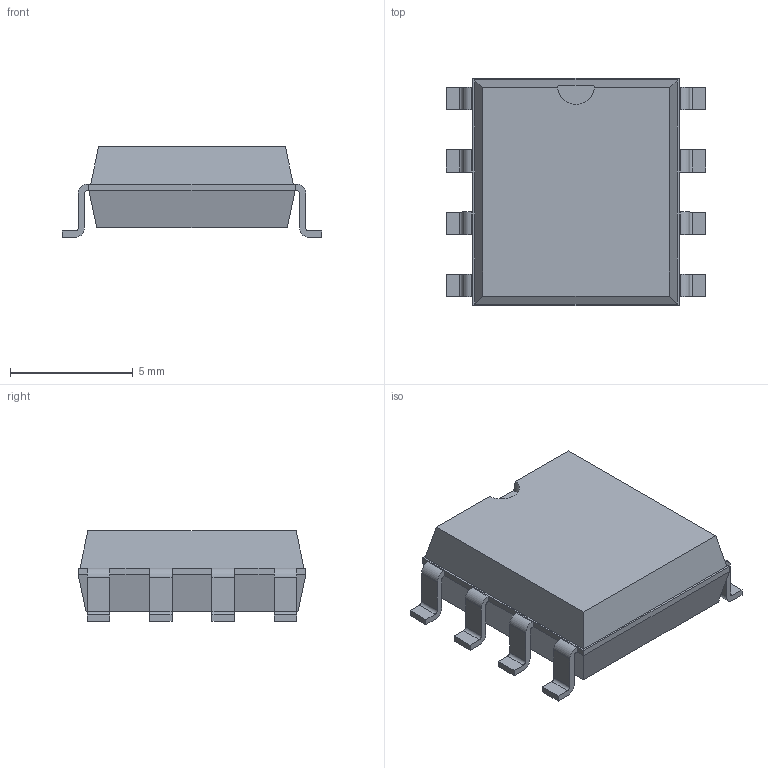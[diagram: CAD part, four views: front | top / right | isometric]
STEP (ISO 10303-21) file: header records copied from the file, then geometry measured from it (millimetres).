
FILE_DESCRIPTION(/* description */ ('model of DIP-8_W9.53mm_SMD'),/* implementation_level */ '2;1');
FILE_NAME(/* name */ 'DIP-8_W9.53mm_SMD.step',/* time_stamp */ '2017-09-23T15:41:55',/* author */ ('kicad StepUp','ksu'),/* organization */ ('FreeCAD'),/* preprocessor_version */ 'OCC',/* originating_system */ 'kicad StepUp',/* authorisation */ '');
FILE_SCHEMA(('AUTOMOTIVE_DESIGN { 1 0 10303 214 1 1 1 1 }'));
Length unit declared in the file: millimetre
Products named in the file (1): DIP_8_W953mm_SMD
Bounding box: 10.57 x 9.27 x 3.68 mm (x, y, z)
Volume: 240.8 mm3; surface area: 300.3 mm2
Topology: 1 solids, 1 shells, 148 faces, 380 edges, 234 vertices
Faces by surface type: plane 87, cylinder 33, bspline 28
Entity records: 5424 total; most frequent: CARTESIAN_POINT 872, ORIENTED_EDGE 760, DIRECTION 671, EDGE_CURVE 380, LINE 293, VECTOR 293, VERTEX_POINT 234, AXIS2_PLACEMENT_3D 189
